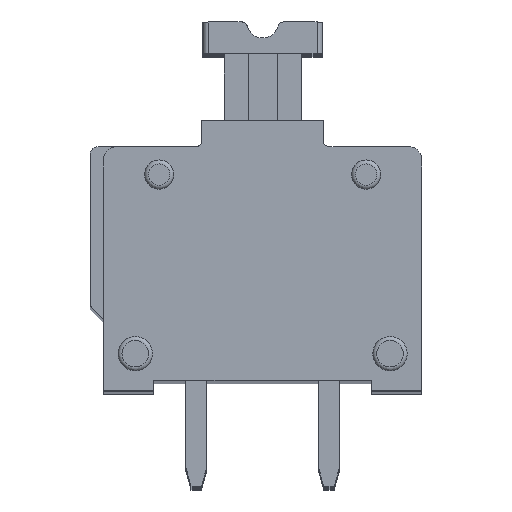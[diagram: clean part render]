
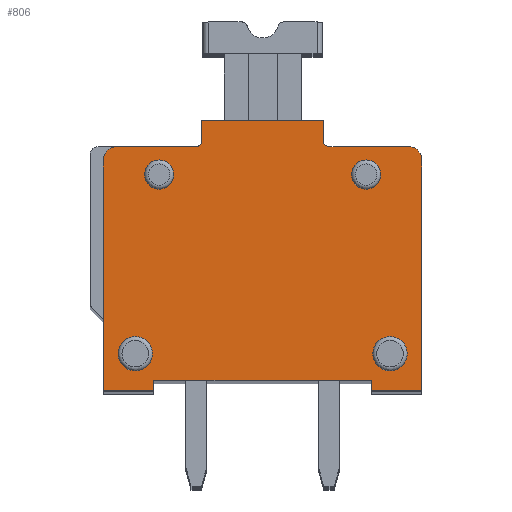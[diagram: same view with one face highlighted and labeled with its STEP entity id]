
A CAD part, top view. The second image highlights one B-rep face of the part: STEP entity #806.
In plain terms, the highlighted planar face has unit normal (0, 0, 1).
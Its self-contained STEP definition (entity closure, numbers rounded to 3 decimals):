
#806 = ADVANCED_FACE( '', ( #2228, #2229, #2230, #2231, #2232 ), #2233, .T. );
#2228 = FACE_OUTER_BOUND( '', #4366, .T. );
#2229 = FACE_BOUND( '', #4367, .T. );
#2230 = FACE_BOUND( '', #4368, .T. );
#2231 = FACE_BOUND( '', #4369, .T. );
#2232 = FACE_BOUND( '', #4370, .T. );
#2233 = PLANE( '', #4371 );
#4366 = EDGE_LOOP( '', ( #6625, #6626, #6627, #6628, #6629, #6630, #6631, #6632, #6633, #6634, #6635, #6636, #6637, #6638, #6639, #6640 ) );
#4367 = EDGE_LOOP( '', ( #6641 ) );
#4368 = EDGE_LOOP( '', ( #6642 ) );
#4369 = EDGE_LOOP( '', ( #6643 ) );
#4370 = EDGE_LOOP( '', ( #6644 ) );
#4371 = AXIS2_PLACEMENT_3D( '', #6645, #6646, #6647 );
#6625 = ORIENTED_EDGE( '', *, *, #12732, .T. );
#6626 = ORIENTED_EDGE( '', *, *, #12733, .T. );
#6627 = ORIENTED_EDGE( '', *, *, #12734, .F. );
#6628 = ORIENTED_EDGE( '', *, *, #12735, .F. );
#6629 = ORIENTED_EDGE( '', *, *, #12736, .F. );
#6630 = ORIENTED_EDGE( '', *, *, #12737, .T. );
#6631 = ORIENTED_EDGE( '', *, *, #12738, .F. );
#6632 = ORIENTED_EDGE( '', *, *, #12739, .F. );
#6633 = ORIENTED_EDGE( '', *, *, #12740, .T. );
#6634 = ORIENTED_EDGE( '', *, *, #12741, .T. );
#6635 = ORIENTED_EDGE( '', *, *, #12742, .T. );
#6636 = ORIENTED_EDGE( '', *, *, #12743, .T. );
#6637 = ORIENTED_EDGE( '', *, *, #12744, .T. );
#6638 = ORIENTED_EDGE( '', *, *, #12745, .F. );
#6639 = ORIENTED_EDGE( '', *, *, #12746, .T. );
#6640 = ORIENTED_EDGE( '', *, *, #12747, .F. );
#6641 = ORIENTED_EDGE( '', *, *, #12748, .F. );
#6642 = ORIENTED_EDGE( '', *, *, #12749, .F. );
#6643 = ORIENTED_EDGE( '', *, *, #12750, .F. );
#6644 = ORIENTED_EDGE( '', *, *, #12751, .F. );
#6645 = CARTESIAN_POINT( '', ( 5.954, 7.756, 3.5 ) );
#6646 = DIRECTION( '', ( 0., 0., 1. ) );
#6647 = DIRECTION( '', ( 1., 0., 0. ) );
#12732 = EDGE_CURVE( '', #15250, #15251, #15252, .T. );
#12733 = EDGE_CURVE( '', #15251, #15253, #15254, .T. );
#12734 = EDGE_CURVE( '', #15255, #15253, #15256, .T. );
#12735 = EDGE_CURVE( '', #15257, #15255, #15258, .T. );
#12736 = EDGE_CURVE( '', #15259, #15257, #15260, .T. );
#12737 = EDGE_CURVE( '', #15259, #15261, #15262, .T. );
#12738 = EDGE_CURVE( '', #15263, #15261, #15264, .T. );
#12739 = EDGE_CURVE( '', #15265, #15263, #15266, .T. );
#12740 = EDGE_CURVE( '', #15265, #15267, #15268, .T. );
#12741 = EDGE_CURVE( '', #15267, #15269, #15270, .T. );
#12742 = EDGE_CURVE( '', #15269, #15271, #15272, .T. );
#12743 = EDGE_CURVE( '', #15271, #15273, #15274, .T. );
#12744 = EDGE_CURVE( '', #15273, #15275, #15276, .T. );
#12745 = EDGE_CURVE( '', #15277, #15275, #15278, .T. );
#12746 = EDGE_CURVE( '', #15277, #15279, #15280, .T. );
#12747 = EDGE_CURVE( '', #15250, #15279, #15281, .T. );
#12748 = EDGE_CURVE( '', #15282, #15282, #15283, .T. );
#12749 = EDGE_CURVE( '', #15284, #15284, #15285, .T. );
#12750 = EDGE_CURVE( '', #15286, #15286, #15287, .T. );
#12751 = EDGE_CURVE( '', #15288, #15288, #15289, .T. );
#15250 = VERTEX_POINT( '', #18924 );
#15251 = VERTEX_POINT( '', #18925 );
#15252 = LINE( '', #18926, #18927 );
#15253 = VERTEX_POINT( '', #18928 );
#15254 = LINE( '', #18929, #18930 );
#15255 = VERTEX_POINT( '', #18931 );
#15256 = LINE( '', #18932, #18933 );
#15257 = VERTEX_POINT( '', #18934 );
#15258 = LINE( '', #18935, #18936 );
#15259 = VERTEX_POINT( '', #18937 );
#15260 = LINE( '', #18938, #18939 );
#15261 = VERTEX_POINT( '', #18940 );
#15262 = LINE( '', #18941, #18942 );
#15263 = VERTEX_POINT( '', #18943 );
#15264 = LINE( '', #18944, #18945 );
#15265 = VERTEX_POINT( '', #18946 );
#15266 = CIRCLE( '', #18947, 0.5 );
#15267 = VERTEX_POINT( '', #18948 );
#15268 = LINE( '', #18949, #18950 );
#15269 = VERTEX_POINT( '', #18951 );
#15270 = CIRCLE( '', #18952, 0.2 );
#15271 = VERTEX_POINT( '', #18953 );
#15272 = LINE( '', #18954, #18955 );
#15273 = VERTEX_POINT( '', #18956 );
#15274 = LINE( '', #18957, #18958 );
#15275 = VERTEX_POINT( '', #18959 );
#15276 = LINE( '', #18960, #18961 );
#15277 = VERTEX_POINT( '', #18962 );
#15278 = CIRCLE( '', #18963, 0.2 );
#15279 = VERTEX_POINT( '', #18964 );
#15280 = LINE( '', #18965, #18966 );
#15281 = CIRCLE( '', #18967, 0.5 );
#15282 = VERTEX_POINT( '', #18968 );
#15283 = CIRCLE( '', #18969, 0.65 );
#15284 = VERTEX_POINT( '', #18970 );
#15285 = CIRCLE( '', #18971, 0.55 );
#15286 = VERTEX_POINT( '', #18972 );
#15287 = CIRCLE( '', #18973, 0.65 );
#15288 = VERTEX_POINT( '', #18974 );
#15289 = CIRCLE( '', #18975, 0.55 );
#18924 = CARTESIAN_POINT( '', ( 0., 8.7, 3.5 ) );
#18925 = CARTESIAN_POINT( '', ( 0., 0., 3.5 ) );
#18926 = CARTESIAN_POINT( '', ( 0., 7.285, 3.5 ) );
#18927 = VECTOR( '', #24137, 1000. );
#18928 = CARTESIAN_POINT( '', ( 1.9, 0., 3.5 ) );
#18929 = CARTESIAN_POINT( '', ( 7.771, 0., 3.5 ) );
#18930 = VECTOR( '', #24138, 1000. );
#18931 = CARTESIAN_POINT( '', ( 1.9, 0.4, 3.5 ) );
#18932 = CARTESIAN_POINT( '', ( 1.9, 7.285, 3.5 ) );
#18933 = VECTOR( '', #24139, 1000. );
#18934 = CARTESIAN_POINT( '', ( 10.1, 0.4, 3.5 ) );
#18935 = CARTESIAN_POINT( '', ( 7.771, 0.4, 3.5 ) );
#18936 = VECTOR( '', #24140, 1000. );
#18937 = CARTESIAN_POINT( '', ( 10.1, 0., 3.5 ) );
#18938 = CARTESIAN_POINT( '', ( 10.1, 7.285, 3.5 ) );
#18939 = VECTOR( '', #24141, 1000. );
#18940 = CARTESIAN_POINT( '', ( 12., 0., 3.5 ) );
#18941 = CARTESIAN_POINT( '', ( 7.771, 0., 3.5 ) );
#18942 = VECTOR( '', #24142, 1000. );
#18943 = CARTESIAN_POINT( '', ( 12., 8.7, 3.5 ) );
#18944 = CARTESIAN_POINT( '', ( 12., 7.285, 3.5 ) );
#18945 = VECTOR( '', #24143, 1000. );
#18946 = CARTESIAN_POINT( '', ( 11.5, 9.2, 3.5 ) );
#18947 = AXIS2_PLACEMENT_3D( '', #24144, #24145, #24146 );
#18948 = CARTESIAN_POINT( '', ( 8.5, 9.2, 3.5 ) );
#18949 = CARTESIAN_POINT( '', ( 7.771, 9.2, 3.5 ) );
#18950 = VECTOR( '', #24147, 1000. );
#18951 = CARTESIAN_POINT( '', ( 8.3, 9.4, 3.5 ) );
#18952 = AXIS2_PLACEMENT_3D( '', #24148, #24149, #24150 );
#18953 = CARTESIAN_POINT( '', ( 8.3, 10.2, 3.5 ) );
#18954 = CARTESIAN_POINT( '', ( 8.3, 7.285, 3.5 ) );
#18955 = VECTOR( '', #24151, 1000. );
#18956 = CARTESIAN_POINT( '', ( 3.7, 10.2, 3.5 ) );
#18957 = CARTESIAN_POINT( '', ( 7.771, 10.2, 3.5 ) );
#18958 = VECTOR( '', #24152, 1000. );
#18959 = CARTESIAN_POINT( '', ( 3.7, 9.4, 3.5 ) );
#18960 = CARTESIAN_POINT( '', ( 3.7, 7.285, 3.5 ) );
#18961 = VECTOR( '', #24153, 1000. );
#18962 = CARTESIAN_POINT( '', ( 3.5, 9.2, 3.5 ) );
#18963 = AXIS2_PLACEMENT_3D( '', #24154, #24155, #24156 );
#18964 = CARTESIAN_POINT( '', ( 0.5, 9.2, 3.5 ) );
#18965 = CARTESIAN_POINT( '', ( 7.771, 9.2, 3.5 ) );
#18966 = VECTOR( '', #24157, 1000. );
#18967 = AXIS2_PLACEMENT_3D( '', #24158, #24159, #24160 );
#18968 = CARTESIAN_POINT( '', ( 1.85, 1.4, 3.5 ) );
#18969 = AXIS2_PLACEMENT_3D( '', #24161, #24162, #24163 );
#18970 = CARTESIAN_POINT( '', ( 2.65, 8.15, 3.5 ) );
#18971 = AXIS2_PLACEMENT_3D( '', #24164, #24165, #24166 );
#18972 = CARTESIAN_POINT( '', ( 11.45, 1.4, 3.5 ) );
#18973 = AXIS2_PLACEMENT_3D( '', #24167, #24168, #24169 );
#18974 = CARTESIAN_POINT( '', ( 10.45, 8.15, 3.5 ) );
#18975 = AXIS2_PLACEMENT_3D( '', #24170, #24171, #24172 );
#24137 = DIRECTION( '', ( 0., -1., 0. ) );
#24138 = DIRECTION( '', ( 1., 0., 0. ) );
#24139 = DIRECTION( '', ( 0., -1., 0. ) );
#24140 = DIRECTION( '', ( -1., 0., 0. ) );
#24141 = DIRECTION( '', ( 0., 1., 0. ) );
#24142 = DIRECTION( '', ( 1., 0., 0. ) );
#24143 = DIRECTION( '', ( 0., -1., 0. ) );
#24144 = CARTESIAN_POINT( '', ( 11.5, 8.7, 3.5 ) );
#24145 = DIRECTION( '', ( 0., 0., -1. ) );
#24146 = DIRECTION( '', ( -1., 0., 0. ) );
#24147 = DIRECTION( '', ( -1., 0., 0. ) );
#24148 = CARTESIAN_POINT( '', ( 8.5, 9.4, 3.5 ) );
#24149 = DIRECTION( '', ( 0., 0., -1. ) );
#24150 = DIRECTION( '', ( -1., 0., 0. ) );
#24151 = DIRECTION( '', ( 0., 1., 0. ) );
#24152 = DIRECTION( '', ( -1., 0., 0. ) );
#24153 = DIRECTION( '', ( 0., -1., 0. ) );
#24154 = CARTESIAN_POINT( '', ( 3.5, 9.4, 3.5 ) );
#24155 = DIRECTION( '', ( 0., 0., 1. ) );
#24156 = DIRECTION( '', ( 1., 0., 0. ) );
#24157 = DIRECTION( '', ( -1., 0., 0. ) );
#24158 = CARTESIAN_POINT( '', ( 0.5, 8.7, 3.5 ) );
#24159 = DIRECTION( '', ( 0., 0., -1. ) );
#24160 = DIRECTION( '', ( -1., 0., 0. ) );
#24161 = CARTESIAN_POINT( '', ( 1.2, 1.4, 3.5 ) );
#24162 = DIRECTION( '', ( 0., 0., 1. ) );
#24163 = DIRECTION( '', ( 1., 0., 0. ) );
#24164 = CARTESIAN_POINT( '', ( 2.1, 8.15, 3.5 ) );
#24165 = DIRECTION( '', ( 0., 0., 1. ) );
#24166 = DIRECTION( '', ( 1., 0., 0. ) );
#24167 = CARTESIAN_POINT( '', ( 10.8, 1.4, 3.5 ) );
#24168 = DIRECTION( '', ( 0., 0., 1. ) );
#24169 = DIRECTION( '', ( 1., 0., 0. ) );
#24170 = CARTESIAN_POINT( '', ( 9.9, 8.15, 3.5 ) );
#24171 = DIRECTION( '', ( 0., 0., 1. ) );
#24172 = DIRECTION( '', ( 1., 0., 0. ) );
